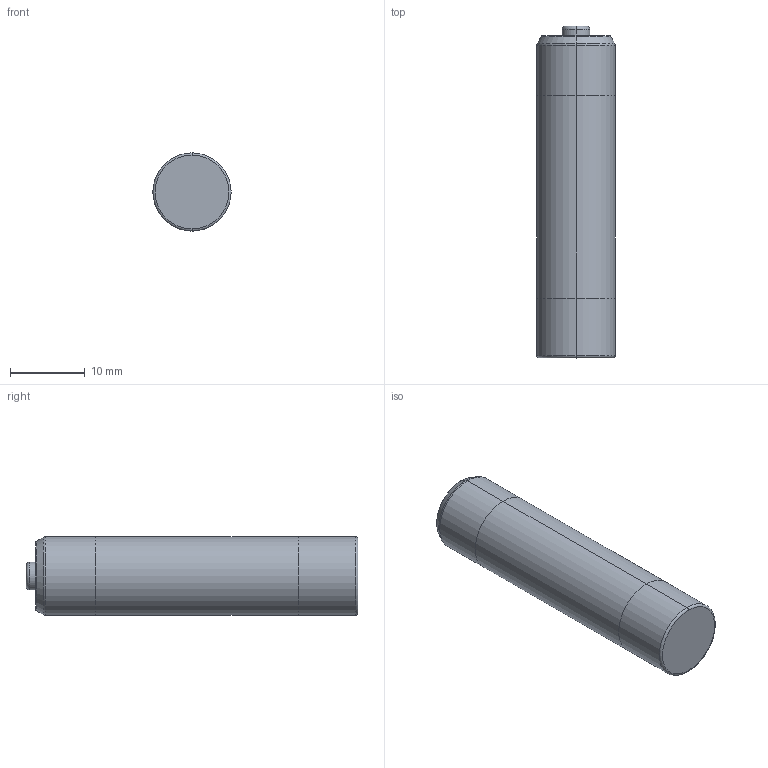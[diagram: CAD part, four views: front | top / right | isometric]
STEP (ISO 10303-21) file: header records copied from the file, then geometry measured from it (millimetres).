
FILE_DESCRIPTION (( 'STEP AP203' ), '1' );
FILE_NAME ('bat-AAA-LR03.STEP', '2020-05-27T07:26:36', ( '' ), ( '' ), 'SwSTEP 2.0', 'SolidWorks 2014', '' );
FILE_SCHEMA (( 'CONFIG_CONTROL_DESIGN' ));
Length unit declared in the file: millimetre
Products named in the file (1): bat-AAA-LR03
Bounding box: 10.5 x 44.5 x 10.5 mm (x, y, z)
Volume: 3736.1 mm3; surface area: 1595.1 mm2
Topology: 1 solids, 1 shells, 24 faces, 46 edges, 26 vertices
Faces by surface type: cylinder 10, torus 8, plane 4, cone 2
Entity records: 689 total; most frequent: DIRECTION 130, CARTESIAN_POINT 97, ORIENTED_EDGE 92, AXIS2_PLACEMENT_3D 59, EDGE_CURVE 46, CIRCLE 34, VERTEX_POINT 26, EDGE_LOOP 26
